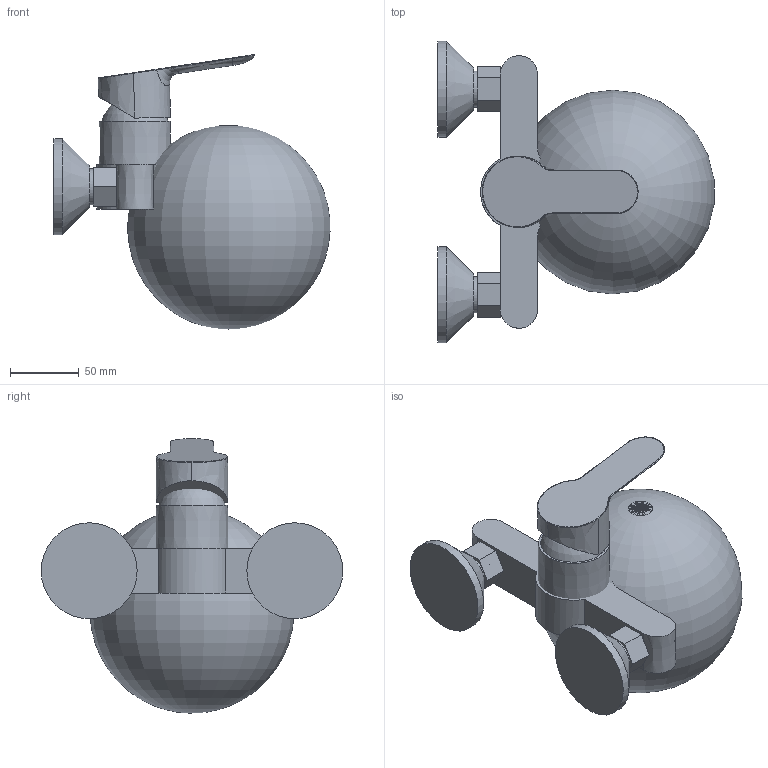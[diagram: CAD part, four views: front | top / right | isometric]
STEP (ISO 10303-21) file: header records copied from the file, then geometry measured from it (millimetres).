
FILE_DESCRIPTION(/* description */ ('Unknown'),/* implementation_level */ '2;1');
FILE_NAME(/* name */ '32820000',/* time_stamp */ '2022-09-10T06:02:42+02:00',/* author */ ('Unknown'),/* organization */ ('GROHE AG'),/* preprocessor_version */ 'ST-DEVELOPER v16.7',/* originating_system */ 'DEX',/* authorisation */ $);
FILE_SCHEMA (('AUTOMOTIVE_DESIGN {1 0 10303 214 3 1 1}'));
Length unit declared in the file: millimetre
Products named in the file (8): 32820000; 32820000_0; id79; 50.9697.1_Standard; 50.9702.1_Standard; extrude#; face1
Assembly tree (7 placements, depth 2):
  32820000
    32820000
    32820000_0
    id79
    50.9697.1_Standard
    50.9702.1_Standard
    extrude#
    face1
Bounding box: 201.37 x 220 x 200.26 mm (x, y, z)
Volume: 130281.8 mm3; surface area: 162224.5 mm2
Topology: 2 solids, 14 shells, 85 faces, 210 edges, 135 vertices
Faces by surface type: plane 33, bspline 33, cylinder 10, cone 6, torus 2, sphere 1
Full cylindrical faces by diameter (mm): 11.2 x1, 18 x1, 20.955 x1, 23.6 x1, 26.44 x2, 70 x2
Entity records: 6465 total; most frequent: CARTESIAN_POINT 4618, ORIENTED_EDGE 331, DIRECTION 225, EDGE_CURVE 186, VERTEX_POINT 130, B_SPLINE_CURVE_WITH_KNOTS 107, FACE_BOUND 104, EDGE_LOOP 103
